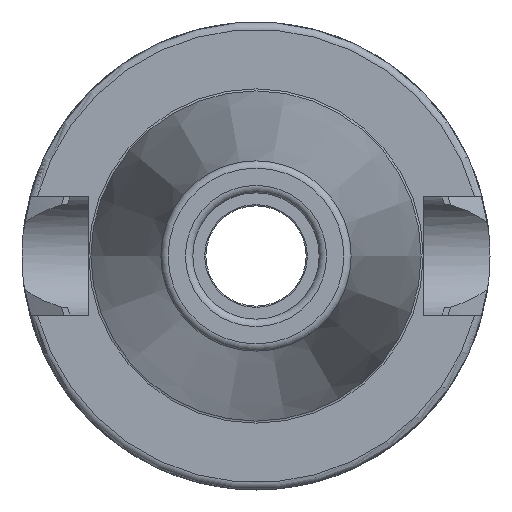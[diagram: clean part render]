
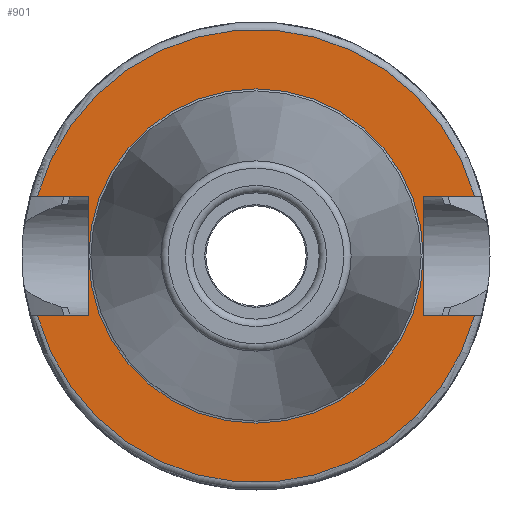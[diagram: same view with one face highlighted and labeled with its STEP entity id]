
A CAD part, left-side view. The second image highlights one B-rep face of the part: STEP entity #901.
In plain terms, the highlighted planar face has unit normal (-1, 0, 0).
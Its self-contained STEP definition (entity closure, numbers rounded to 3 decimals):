
#64=LINE('',#1570,#110);
#68=LINE('',#1578,#114);
#71=LINE('',#1598,#117);
#82=LINE('',#1698,#128);
#85=LINE('',#1719,#131);
#87=LINE('',#1722,#133);
#110=VECTOR('',#1168,10.);
#114=VECTOR('',#1174,10.);
#117=VECTOR('',#1179,10.);
#128=VECTOR('',#1234,10.);
#131=VECTOR('',#1239,10.);
#133=VECTOR('',#1243,10.);
#162=FACE_BOUND('',#281,.T.);
#177=PLANE('',#1028);
#221=FACE_OUTER_BOUND('',#280,.T.);
#280=EDGE_LOOP('',(#790,#791,#792,#793,#794,#795,#796,#797));
#281=EDGE_LOOP('',(#798));
#335=CIRCLE('',#1005,30.5);
#347=CIRCLE('',#1027,22.5);
#348=CIRCLE('',#1029,30.5);
#404=VERTEX_POINT('',#1558);
#405=VERTEX_POINT('',#1569);
#407=VERTEX_POINT('',#1575);
#408=VERTEX_POINT('',#1577);
#423=VERTEX_POINT('',#1658);
#430=VERTEX_POINT('',#1695);
#431=VERTEX_POINT('',#1697);
#435=VERTEX_POINT('',#1718);
#443=VERTEX_POINT('',#1748);
#506=EDGE_CURVE('',#405,#404,#64,.T.);
#510=EDGE_CURVE('',#408,#407,#68,.T.);
#515=EDGE_CURVE('',#407,#405,#71,.T.);
#535=EDGE_CURVE('',#408,#423,#335,.T.);
#545=EDGE_CURVE('',#431,#430,#82,.T.);
#550=EDGE_CURVE('',#435,#423,#85,.T.);
#552=EDGE_CURVE('',#430,#435,#87,.T.);
#566=EDGE_CURVE('',#443,#443,#347,.T.);
#567=EDGE_CURVE('',#431,#404,#348,.T.);
#790=ORIENTED_EDGE('',*,*,#506,.T.);
#791=ORIENTED_EDGE('',*,*,#567,.F.);
#792=ORIENTED_EDGE('',*,*,#545,.T.);
#793=ORIENTED_EDGE('',*,*,#552,.T.);
#794=ORIENTED_EDGE('',*,*,#550,.T.);
#795=ORIENTED_EDGE('',*,*,#535,.F.);
#796=ORIENTED_EDGE('',*,*,#510,.T.);
#797=ORIENTED_EDGE('',*,*,#515,.T.);
#798=ORIENTED_EDGE('',*,*,#566,.T.);
#901=ADVANCED_FACE('',(#221,#162),#177,.T.);
#1005=AXIS2_PLACEMENT_3D('',#1659,#1221,#1222);
#1027=AXIS2_PLACEMENT_3D('',#1750,#1279,#1280);
#1028=AXIS2_PLACEMENT_3D('',#1751,#1281,#1282);
#1029=AXIS2_PLACEMENT_3D('',#1752,#1283,#1284);
#1168=DIRECTION('',(0.,-1.,0.));
#1174=DIRECTION('',(0.,1.,0.));
#1179=DIRECTION('',(0.,0.,1.));
#1221=DIRECTION('center_axis',(1.,0.,0.));
#1222=DIRECTION('ref_axis',(0.,0.,-1.));
#1234=DIRECTION('',(0.,-1.,0.));
#1239=DIRECTION('',(0.,1.,0.));
#1243=DIRECTION('',(0.,0.,-1.));
#1279=DIRECTION('center_axis',(1.,0.,0.));
#1280=DIRECTION('ref_axis',(0.,0.,-1.));
#1281=DIRECTION('center_axis',(-1.,0.,0.));
#1282=DIRECTION('ref_axis',(0.,0.,1.));
#1283=DIRECTION('center_axis',(1.,0.,0.));
#1284=DIRECTION('ref_axis',(0.,0.,-1.));
#1558=CARTESIAN_POINT('',(2.,-29.418,8.05));
#1569=CARTESIAN_POINT('',(2.,-22.6,8.05));
#1570=CARTESIAN_POINT('',(2.,3.95,8.05));
#1575=CARTESIAN_POINT('',(2.,-22.6,-8.05));
#1577=CARTESIAN_POINT('',(2.,-29.418,-8.05));
#1578=CARTESIAN_POINT('',(2.,3.95,-8.05));
#1598=CARTESIAN_POINT('',(2.,-22.6,0.));
#1658=CARTESIAN_POINT('',(2.,29.418,-8.05));
#1659=CARTESIAN_POINT('Origin',(2.,0.,0.));
#1695=CARTESIAN_POINT('',(2.,22.6,8.05));
#1697=CARTESIAN_POINT('',(2.,29.418,8.05));
#1698=CARTESIAN_POINT('',(2.,26.55,8.05));
#1718=CARTESIAN_POINT('',(2.,22.6,-8.05));
#1719=CARTESIAN_POINT('',(2.,26.55,-8.05));
#1722=CARTESIAN_POINT('',(2.,22.6,0.));
#1748=CARTESIAN_POINT('',(2.,0.,22.5));
#1750=CARTESIAN_POINT('Origin',(2.,0.,0.));
#1751=CARTESIAN_POINT('Origin',(2.,30.5,0.));
#1752=CARTESIAN_POINT('Origin',(2.,0.,0.));
